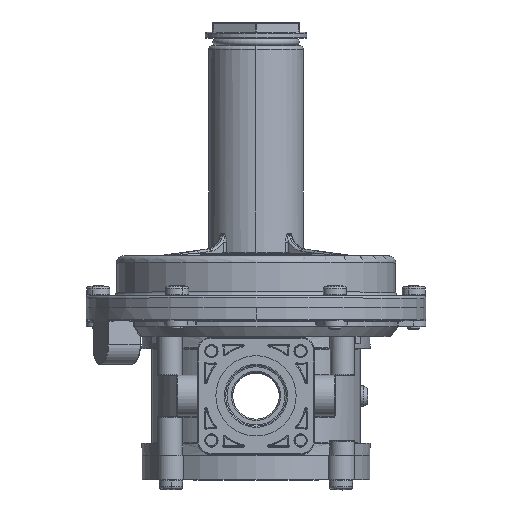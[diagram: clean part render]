
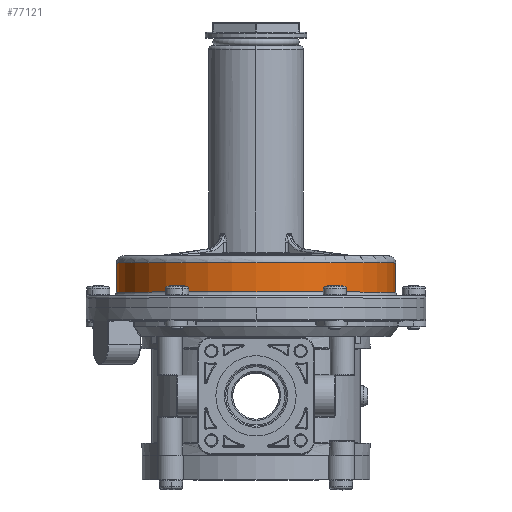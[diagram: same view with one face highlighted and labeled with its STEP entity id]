
A CAD part, top view. The second image highlights one B-rep face of the part: STEP entity #77121.
In plain terms, the highlighted cylindrical face has radius 57.5 mm (diameter 115 mm), a partial arc.
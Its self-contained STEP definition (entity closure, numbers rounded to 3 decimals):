
#64932=CARTESIAN_POINT('',(0.,18.5,0.));
#64933=DIRECTION('',(0.,-1.,0.));
#64934=DIRECTION('',(-1.,0.,0.));
#64935=AXIS2_PLACEMENT_3D('',#64932,#64933,#64934);
#67600=CARTESIAN_POINT('',(0.,6.5,0.));
#67601=DIRECTION('',(0.,1.,0.));
#67602=DIRECTION('',(1.,0.,0.));
#67603=AXIS2_PLACEMENT_3D('',#67600,#67601,#67602);
#67605=DIRECTION('',(0.,-1.,0.));
#67606=VECTOR('',#67605,12.);
#67607=CARTESIAN_POINT('',(57.5,18.5,0.));
#67608=LINE('',#67607,#67606);
#67609=DIRECTION('',(0.,-1.,0.));
#67610=VECTOR('',#67609,12.);
#67611=CARTESIAN_POINT('',(-57.5,18.5,0.));
#67612=LINE('',#67611,#67610);
#69587=CARTESIAN_POINT('',(-57.5,18.5,0.));
#69589=VERTEX_POINT('',#69587);
#69590=CARTESIAN_POINT('',(57.5,18.5,0.));
#69591=VERTEX_POINT('',#69590);
#70204=CARTESIAN_POINT('',(57.5,6.5,0.));
#70205=CARTESIAN_POINT('',(-57.5,6.5,0.));
#70206=VERTEX_POINT('',#70204);
#70207=VERTEX_POINT('',#70205);
#77110=CARTESIAN_POINT('',(0.,-5.4,0.));
#77111=DIRECTION('',(0.,1.,0.));
#77112=DIRECTION('',(1.,0.,0.));
#77113=AXIS2_PLACEMENT_3D('',#77110,#77111,#77112);
#77114=CYLINDRICAL_SURFACE('',#77113,57.5);
#77115=ORIENTED_EDGE('',*,*,#77104,.F.);
#77116=ORIENTED_EDGE('',*,*,#72603,.F.);
#77117=ORIENTED_EDGE('',*,*,#72215,.F.);
#77118=ORIENTED_EDGE('',*,*,#72599,.T.);
#77119=EDGE_LOOP('',(#77115,#77116,#77117,#77118));
#77120=FACE_OUTER_BOUND('',#77119,.F.);
#77121=ADVANCED_FACE('',(#77120),#77114,.T.);
#64936=CIRCLE('',#64935,57.5);
#67604=CIRCLE('',#67603,57.5);
#72215=EDGE_CURVE('',#69589,#69591,#64936,.T.);
#72599=EDGE_CURVE('',#69589,#70207,#67612,.T.);
#72603=EDGE_CURVE('',#69591,#70206,#67608,.T.);
#77104=EDGE_CURVE('',#70206,#70207,#67604,.T.);
